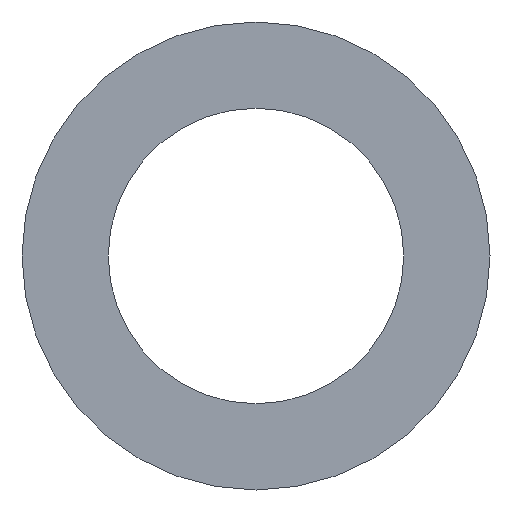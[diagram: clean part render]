
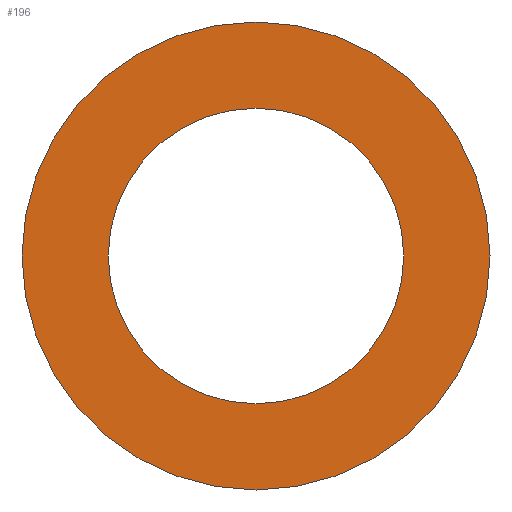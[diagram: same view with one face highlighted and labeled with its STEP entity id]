
A CAD part, front view. The second image highlights one B-rep face of the part: STEP entity #196.
In plain terms, the highlighted planar face has unit normal (0, -1, 0).
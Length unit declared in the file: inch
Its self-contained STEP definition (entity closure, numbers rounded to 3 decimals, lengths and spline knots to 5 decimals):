
#4 = DIRECTION ( 'NONE',  ( 0., 1., 0. ) ) ;
#13 = EDGE_CURVE ( 'NONE', #163, #28, #211, .T. ) ;
#18 = CARTESIAN_POINT ( 'NONE',  ( 0., 0., 0. ) ) ;
#26 = ORIENTED_EDGE ( 'NONE', *, *, #13, .F. ) ;
#28 = VERTEX_POINT ( 'NONE', #110 ) ;
#34 = AXIS2_PLACEMENT_3D ( 'NONE', #92, #202, #112 ) ;
#36 = DIRECTION ( 'NONE',  ( 0., 1., 0. ) ) ;
#42 = VERTEX_POINT ( 'NONE', #111 ) ;
#45 = EDGE_CURVE ( 'NONE', #28, #163, #147, .T. ) ;
#61 = EDGE_CURVE ( 'NONE', #42, #168, #64, .T. ) ;
#64 = CIRCLE ( 'NONE', #91, 0.12 ) ;
#72 = FACE_OUTER_BOUND ( 'NONE', #121, .T. ) ;
#80 = DIRECTION ( 'NONE',  ( 0., 0., 1. ) ) ;
#81 = AXIS2_PLACEMENT_3D ( 'NONE', #156, #36, #136 ) ;
#86 = DIRECTION ( 'NONE',  ( 0., 0., 1. ) ) ;
#91 = AXIS2_PLACEMENT_3D ( 'NONE', #120, #4, #103 ) ;
#92 = CARTESIAN_POINT ( 'NONE',  ( 0., 0., 0. ) ) ;
#93 = FACE_BOUND ( 'NONE', #158, .T. ) ;
#98 = CARTESIAN_POINT ( 'NONE',  ( 0., 0., 0.12 ) ) ;
#100 = ORIENTED_EDGE ( 'NONE', *, *, #45, .F. ) ;
#103 = DIRECTION ( 'NONE',  ( 0., 0., 1. ) ) ;
#104 = EDGE_CURVE ( 'NONE', #168, #42, #185, .T. ) ;
#110 = CARTESIAN_POINT ( 'NONE',  ( 0., 0., 0.19 ) ) ;
#111 = CARTESIAN_POINT ( 'NONE',  ( 0., 0., -0.12 ) ) ;
#112 = DIRECTION ( 'NONE',  ( 0., 0., 1. ) ) ;
#120 = CARTESIAN_POINT ( 'NONE',  ( 0., 0., 0. ) ) ;
#121 = EDGE_LOOP ( 'NONE', ( #26, #100 ) ) ;
#122 = ORIENTED_EDGE ( 'NONE', *, *, #104, .T. ) ;
#133 = CARTESIAN_POINT ( 'NONE',  ( 0., 0., 0. ) ) ;
#136 = DIRECTION ( 'NONE',  ( 0., 0., 1. ) ) ;
#146 = AXIS2_PLACEMENT_3D ( 'NONE', #18, #205, #80 ) ;
#147 = CIRCLE ( 'NONE', #216, 0.19 ) ;
#153 = CARTESIAN_POINT ( 'NONE',  ( 0., 0., -0.19 ) ) ;
#155 = DIRECTION ( 'NONE',  ( 0., 1., 0. ) ) ;
#156 = CARTESIAN_POINT ( 'NONE',  ( 0., 0., 0. ) ) ;
#158 = EDGE_LOOP ( 'NONE', ( #214, #122 ) ) ;
#163 = VERTEX_POINT ( 'NONE', #153 ) ;
#168 = VERTEX_POINT ( 'NONE', #98 ) ;
#185 = CIRCLE ( 'NONE', #81, 0.12 ) ;
#196 = ADVANCED_FACE ( 'NONE', ( #72, #93 ), #207, .F. ) ;
#202 = DIRECTION ( 'NONE',  ( 0., 1., 0. ) ) ;
#205 = DIRECTION ( 'NONE',  ( 0., 1., 0. ) ) ;
#207 = PLANE ( 'NONE',  #146 ) ;
#211 = CIRCLE ( 'NONE', #34, 0.19 ) ;
#214 = ORIENTED_EDGE ( 'NONE', *, *, #61, .T. ) ;
#216 = AXIS2_PLACEMENT_3D ( 'NONE', #133, #155, #86 ) ;
